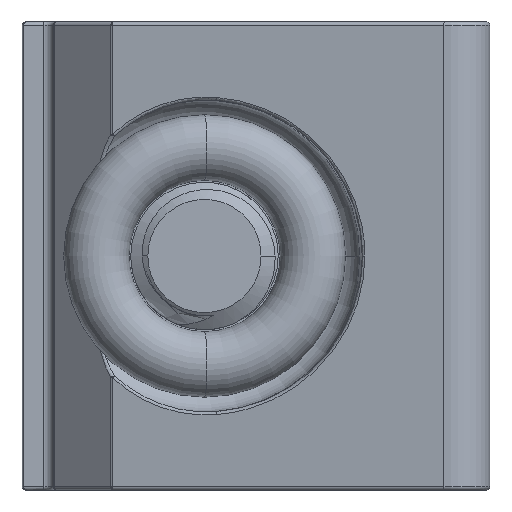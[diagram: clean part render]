
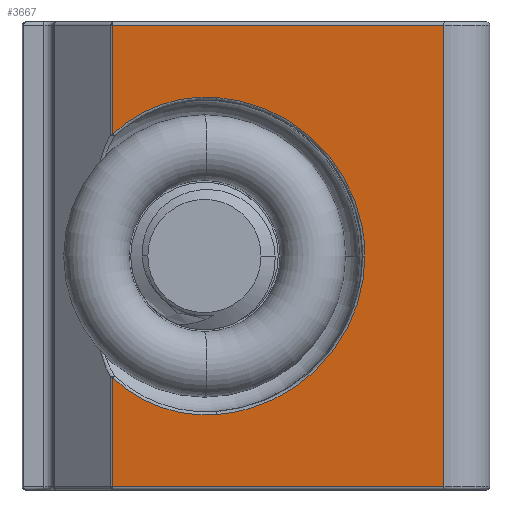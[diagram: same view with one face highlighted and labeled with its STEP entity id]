
A CAD part, front view. The second image highlights one B-rep face of the part: STEP entity #3667.
In plain terms, the highlighted planar face has unit normal (-0.136, -0.991, 0).
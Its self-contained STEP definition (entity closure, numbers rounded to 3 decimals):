
#277 = CARTESIAN_POINT ( 'NONE',  ( 39.112, -26.241, 18.796 ) ) ;
#656 = CARTESIAN_POINT ( 'NONE',  ( 17.561, -23.289, 12.735 ) ) ;
#967 = ORIENTED_EDGE ( 'NONE', *, *, #8428, .T. ) ;
#1186 = CARTESIAN_POINT ( 'NONE',  ( 39.112, -26.241, -18.796 ) ) ;
#1230 = CARTESIAN_POINT ( 'NONE',  ( 17.94, -23.341, -12.805 ) ) ;
#1330 = LINE ( 'NONE', #8907, #9056 ) ;
#1370 = CARTESIAN_POINT ( 'NONE',  ( 19.08, -23.497, 12.954 ) ) ;
#1430 = CARTESIAN_POINT ( 'NONE',  ( 32.68, -25.36, 7.113 ) ) ;
#1521 =( BOUNDED_CURVE ( )  B_SPLINE_CURVE ( 3, ( #4823, #1965, #7056, #2706 ),
 .UNSPECIFIED., .F., .F. ) 
 B_SPLINE_CURVE_WITH_KNOTS ( ( 4, 4 ),
 ( 0., 1.49 ),
 .UNSPECIFIED. ) 
 CURVE ( )  GEOMETRIC_REPRESENTATION_ITEM ( )  RATIONAL_B_SPLINE_CURVE ( ( 1., 0.823, 0.823, 1. ) ) 
 REPRESENTATION_ITEM ( '' )  );
#1569 = EDGE_CURVE ( 'NONE', #3050, #8790, #1330, .T. ) ;
#1805 = CARTESIAN_POINT ( 'NONE',  ( 7.112, -21.858, -19.05 ) ) ;
#1895 = VERTEX_POINT ( 'NONE', #5606 ) ;
#1950 = CARTESIAN_POINT ( 'NONE',  ( 16.808, -23.186, -12.555 ) ) ;
#1965 = CARTESIAN_POINT ( 'NONE',  ( 32.68, -25.36, -7.113 ) ) ;
#2080 = CARTESIAN_POINT ( 'NONE',  ( 12.424, -22.585, 10.183 ) ) ;
#2111 = CARTESIAN_POINT ( 'NONE',  ( 20.622, -23.708, 12.912 ) ) ;
#2330 = VERTEX_POINT ( 'NONE', #277 ) ;
#2432 = B_SPLINE_CURVE_WITH_KNOTS ( 'NONE', 3,
 ( #9195, #4846, #5573, #1230, #6314, #1950, #7043, #2693, #7770, #3428, #8517, #4161, #9226, #4881 ),
 .UNSPECIFIED., .F., .F.,
 ( 4, 2, 2, 2, 2, 2, 4 ),
 ( 0., 0.002, 0.003, 0.005, 0.007, 0.008, 0.009 ),
 .UNSPECIFIED. ) ;
#2588 = DIRECTION ( 'NONE',  ( 0.991, -0.136, 0. ) ) ;
#2598 = VERTEX_POINT ( 'NONE', #1186 ) ;
#2693 = CARTESIAN_POINT ( 'NONE',  ( 15.346, -22.986, -12.059 ) ) ;
#2706 = CARTESIAN_POINT ( 'NONE',  ( 20.622, -23.708, -12.912 ) ) ;
#2815 = CARTESIAN_POINT ( 'NONE',  ( 12.721, -22.626, 10.434 ) ) ;
#2849 = LINE ( 'NONE', #5925, #8418 ) ;
#2896 = LINE ( 'NONE', #3970, #8238 ) ;
#2907 = VERTEX_POINT ( 'NONE', #8052 ) ;
#3023 = CARTESIAN_POINT ( 'NONE',  ( 39.112, -26.241, -18.796 ) ) ;
#3050 = VERTEX_POINT ( 'NONE', #4088 ) ;
#3428 = CARTESIAN_POINT ( 'NONE',  ( 13.662, -22.755, -11.126 ) ) ;
#3534 = EDGE_CURVE ( 'NONE', #7533, #6892, #2896, .T. ) ;
#3553 = CARTESIAN_POINT ( 'NONE',  ( 13.662, -22.755, 11.126 ) ) ;
#3558 = ORIENTED_EDGE ( 'NONE', *, *, #8958, .T. ) ;
#3582 = ORIENTED_EDGE ( 'NONE', *, *, #5208, .T. ) ;
#3648 = ORIENTED_EDGE ( 'NONE', *, *, #6221, .T. ) ;
#3665 = DIRECTION ( 'NONE',  ( 0., 0., 1. ) ) ;
#3667 = ADVANCED_FACE ( 'NONE', ( #5625 ), #6197, .T. ) ;
#3970 = CARTESIAN_POINT ( 'NONE',  ( 12.139, -22.546, -19.05 ) ) ;
#4084 = VECTOR ( 'NONE', #3665, 1000. ) ;
#4088 = CARTESIAN_POINT ( 'NONE',  ( 12.139, -22.546, 18.796 ) ) ;
#4094 = CARTESIAN_POINT ( 'NONE',  ( 32.68, -25.36, 0. ) ) ;
#4161 = CARTESIAN_POINT ( 'NONE',  ( 12.721, -22.626, -10.434 ) ) ;
#4194 = CARTESIAN_POINT ( 'NONE',  ( 12.139, -22.546, -18.796 ) ) ;
#4239 = ORIENTED_EDGE ( 'NONE', *, *, #9294, .T. ) ;
#4274 = CARTESIAN_POINT ( 'NONE',  ( 15.346, -22.986, 12.059 ) ) ;
#4332 = CARTESIAN_POINT ( 'NONE',  ( 27.798, -24.691, 12.341 ) ) ;
#4687 = ORIENTED_EDGE ( 'NONE', *, *, #1569, .T. ) ;
#4823 = CARTESIAN_POINT ( 'NONE',  ( 32.68, -25.36, 0. ) ) ;
#4846 = CARTESIAN_POINT ( 'NONE',  ( 19.848, -23.602, -12.974 ) ) ;
#4881 = CARTESIAN_POINT ( 'NONE',  ( 12.139, -22.546, -9.916 ) ) ;
#5000 = CARTESIAN_POINT ( 'NONE',  ( 16.808, -23.186, 12.555 ) ) ;
#5208 = EDGE_CURVE ( 'NONE', #5983, #1895, #1521, .T. ) ;
#5227 = DIRECTION ( 'NONE',  ( -0.991, 0.136, 0. ) ) ;
#5547 = EDGE_CURVE ( 'NONE', #1895, #7533, #2432, .T. ) ;
#5573 = CARTESIAN_POINT ( 'NONE',  ( 19.08, -23.497, -12.954 ) ) ;
#5606 = CARTESIAN_POINT ( 'NONE',  ( 20.622, -23.708, -12.912 ) ) ;
#5609 = EDGE_LOOP ( 'NONE', ( #7934, #3558, #3648, #967, #4687, #8653, #4239, #3582, #8604 ) ) ;
#5625 = FACE_OUTER_BOUND ( 'NONE', #5609, .T. ) ;
#5735 = CARTESIAN_POINT ( 'NONE',  ( 17.94, -23.341, 12.805 ) ) ;
#5925 = CARTESIAN_POINT ( 'NONE',  ( 7.112, -21.858, 18.796 ) ) ;
#5983 = VERTEX_POINT ( 'NONE', #4094 ) ;
#6069 = EDGE_CURVE ( 'NONE', #8790, #2907, #6883, .T. ) ;
#6197 = PLANE ( 'NONE',  #9035 ) ;
#6221 = EDGE_CURVE ( 'NONE', #2598, #2330, #6234, .T. ) ;
#6234 = LINE ( 'NONE', #8021, #4084 ) ;
#6314 = CARTESIAN_POINT ( 'NONE',  ( 17.561, -23.289, -12.735 ) ) ;
#6470 = CARTESIAN_POINT ( 'NONE',  ( 19.848, -23.602, 12.974 ) ) ;
#6533 = CARTESIAN_POINT ( 'NONE',  ( 32.68, -25.36, 0. ) ) ;
#6833 = VECTOR ( 'NONE', #7367, 1000. ) ;
#6883 = B_SPLINE_CURVE_WITH_KNOTS ( 'NONE', 3,
 ( #7161, #2080, #2815, #7896, #3553, #8625, #4274, #9342, #5000, #656, #5735, #1370, #6470, #2111 ),
 .UNSPECIFIED., .F., .F.,
 ( 4, 2, 2, 2, 2, 2, 4 ),
 ( 0., 0.001, 0.002, 0.005, 0.006, 0.007, 0.009 ),
 .UNSPECIFIED. ) ;
#6892 = VERTEX_POINT ( 'NONE', #4194 ) ;
#6928 = DIRECTION ( 'NONE',  ( -0.136, -0.991, 0. ) ) ;
#7043 = CARTESIAN_POINT ( 'NONE',  ( 16.435, -23.135, -12.444 ) ) ;
#7056 = CARTESIAN_POINT ( 'NONE',  ( 27.798, -24.691, -12.341 ) ) ;
#7161 = CARTESIAN_POINT ( 'NONE',  ( 12.139, -22.546, 9.916 ) ) ;
#7179 = CARTESIAN_POINT ( 'NONE',  ( 12.139, -22.546, -9.916 ) ) ;
#7367 = DIRECTION ( 'NONE',  ( 0.991, -0.136, 0. ) ) ;
#7533 = VERTEX_POINT ( 'NONE', #7179 ) ;
#7770 = CARTESIAN_POINT ( 'NONE',  ( 14.653, -22.891, -11.73 ) ) ;
#7799 =( BOUNDED_CURVE ( )  B_SPLINE_CURVE ( 3, ( #9411, #4332, #1430, #6533 ),
 .UNSPECIFIED., .F., .F. ) 
 B_SPLINE_CURVE_WITH_KNOTS ( ( 4, 4 ),
 ( 4.793, 6.283 ),
 .UNSPECIFIED. ) 
 CURVE ( )  GEOMETRIC_REPRESENTATION_ITEM ( )  RATIONAL_B_SPLINE_CURVE ( ( 1., 0.823, 0.823, 1. ) ) 
 REPRESENTATION_ITEM ( '' )  );
#7875 = CARTESIAN_POINT ( 'NONE',  ( 12.139, -22.546, 9.916 ) ) ;
#7896 = CARTESIAN_POINT ( 'NONE',  ( 13.34, -22.711, 10.905 ) ) ;
#7934 = ORIENTED_EDGE ( 'NONE', *, *, #3534, .T. ) ;
#8021 = CARTESIAN_POINT ( 'NONE',  ( 39.112, -26.241, -19.05 ) ) ;
#8052 = CARTESIAN_POINT ( 'NONE',  ( 20.622, -23.708, 12.912 ) ) ;
#8181 = DIRECTION ( 'NONE',  ( 0., 0., -1. ) ) ;
#8238 = VECTOR ( 'NONE', #9041, 1000. ) ;
#8418 = VECTOR ( 'NONE', #5227, 1000. ) ;
#8428 = EDGE_CURVE ( 'NONE', #2330, #3050, #2849, .T. ) ;
#8517 = CARTESIAN_POINT ( 'NONE',  ( 13.34, -22.711, -10.905 ) ) ;
#8604 = ORIENTED_EDGE ( 'NONE', *, *, #5547, .T. ) ;
#8625 = CARTESIAN_POINT ( 'NONE',  ( 14.653, -22.891, 11.73 ) ) ;
#8653 = ORIENTED_EDGE ( 'NONE', *, *, #6069, .T. ) ;
#8790 = VERTEX_POINT ( 'NONE', #7875 ) ;
#8907 = CARTESIAN_POINT ( 'NONE',  ( 12.139, -22.546, -19.05 ) ) ;
#8958 = EDGE_CURVE ( 'NONE', #6892, #2598, #8978, .T. ) ;
#8978 = LINE ( 'NONE', #3023, #6833 ) ;
#9035 = AXIS2_PLACEMENT_3D ( 'NONE', #1805, #6928, #2588 ) ;
#9041 = DIRECTION ( 'NONE',  ( 0., 0., -1. ) ) ;
#9056 = VECTOR ( 'NONE', #8181, 1000. ) ;
#9195 = CARTESIAN_POINT ( 'NONE',  ( 20.622, -23.708, -12.912 ) ) ;
#9226 = CARTESIAN_POINT ( 'NONE',  ( 12.424, -22.585, -10.183 ) ) ;
#9294 = EDGE_CURVE ( 'NONE', #2907, #5983, #7799, .T. ) ;
#9342 = CARTESIAN_POINT ( 'NONE',  ( 16.435, -23.135, 12.444 ) ) ;
#9411 = CARTESIAN_POINT ( 'NONE',  ( 20.622, -23.708, 12.912 ) ) ;
